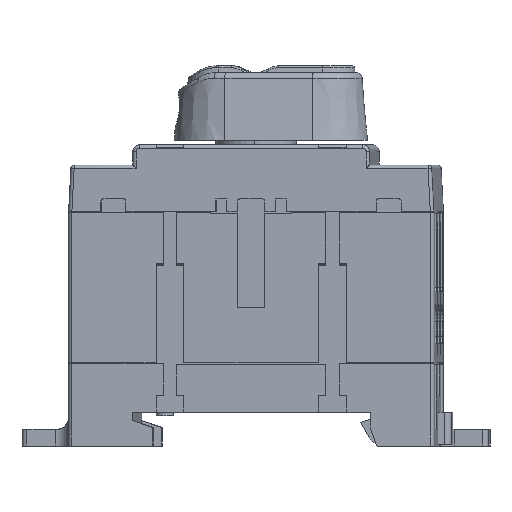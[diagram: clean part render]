
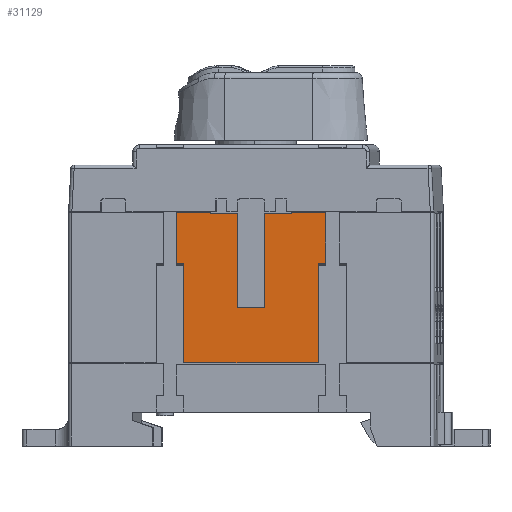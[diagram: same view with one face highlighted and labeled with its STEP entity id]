
A CAD part, front view. The second image highlights one B-rep face of the part: STEP entity #31129.
In plain terms, the highlighted planar face has unit normal (-0.042, -0.999, 0).
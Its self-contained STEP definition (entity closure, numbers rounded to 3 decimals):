
#2003=DIRECTION('',(0.,0.,-1.));
#2004=VECTOR('',#2003,14.69);
#2005=CARTESIAN_POINT('',(-3.736,-58.592,
26.104));
#2006=LINE('',#2005,#2004);
#2047=DIRECTION('',(0.,0.,1.));
#2048=VECTOR('',#2047,14.69);
#2049=CARTESIAN_POINT('',(-23.619,-57.764,
11.414));
#2050=LINE('',#2049,#2048);
#10527=DIRECTION('',(0.999,-0.042,0.));
#10528=VECTOR('',#10527,5.);
#10529=CARTESIAN_POINT('',(-24.668,-57.72,
33.614));
#10530=LINE('',#10529,#10528);
#10539=DIRECTION('',(0.,0.,-1.));
#10540=VECTOR('',#10539,0.1);
#10541=CARTESIAN_POINT('',(-19.672,-57.928,
33.614));
#10542=LINE('',#10541,#10540);
#10547=DIRECTION('',(0.999,-0.042,0.));
#10548=VECTOR('',#10547,4.);
#10549=CARTESIAN_POINT('',(-19.672,-57.928,
33.514));
#10550=LINE('',#10549,#10548);
#10563=DIRECTION('',(0.,0.,-1.));
#10564=VECTOR('',#10563,13.9);
#10565=CARTESIAN_POINT('',(-15.676,-58.095,
33.514));
#10566=LINE('',#10565,#10564);
#10603=DIRECTION('',(0.999,-0.042,0.));
#10604=VECTOR('',#10603,5.);
#10605=CARTESIAN_POINT('',(-7.683,-58.428,
33.614));
#10606=LINE('',#10605,#10604);
#10611=DIRECTION('',(-0.999,0.042,0.));
#10612=VECTOR('',#10611,4.);
#10613=CARTESIAN_POINT('',(-11.679,-58.261,
19.614));
#10614=LINE('',#10613,#10612);
#10615=DIRECTION('',(0.,0.,-1.));
#10616=VECTOR('',#10615,13.9);
#10617=CARTESIAN_POINT('',(-11.679,-58.261,
33.514));
#10618=LINE('',#10617,#10616);
#10619=DIRECTION('',(-0.999,0.042,0.));
#10620=VECTOR('',#10619,4.);
#10621=CARTESIAN_POINT('',(-7.683,-58.428,
33.514));
#10622=LINE('',#10621,#10620);
#10623=DIRECTION('',(0.,0.,-1.));
#10624=VECTOR('',#10623,0.1);
#10625=CARTESIAN_POINT('',(-7.683,-58.428,
33.614));
#10626=LINE('',#10625,#10624);
#10627=DIRECTION('',(0.,0.,1.));
#10628=VECTOR('',#10627,7.51);
#10629=CARTESIAN_POINT('',(-2.687,-58.636,
26.104));
#10630=LINE('',#10629,#10628);
#10631=DIRECTION('',(0.999,-0.042,0.));
#10632=VECTOR('',#10631,1.05);
#10633=CARTESIAN_POINT('',(-3.736,-58.592,
26.104));
#10634=LINE('',#10633,#10632);
#10635=DIRECTION('',(0.999,-0.042,0.));
#10636=VECTOR('',#10635,19.9);
#10637=CARTESIAN_POINT('',(-23.619,-57.764,
11.414));
#10638=LINE('',#10637,#10636);
#10639=DIRECTION('',(0.999,-0.042,0.));
#10640=VECTOR('',#10639,1.05);
#10641=CARTESIAN_POINT('',(-24.668,-57.72,
26.104));
#10642=LINE('',#10641,#10640);
#10643=DIRECTION('',(0.,0.,-1.));
#10644=VECTOR('',#10643,7.51);
#10645=CARTESIAN_POINT('',(-24.668,-57.72,
33.614));
#10646=LINE('',#10645,#10644);
#12052=CARTESIAN_POINT('',(-11.679,-58.261,
19.614));
#12053=CARTESIAN_POINT('',(-15.676,-58.095,
19.614));
#12054=VERTEX_POINT('',#12052);
#12055=VERTEX_POINT('',#12053);
#12056=CARTESIAN_POINT('',(-11.679,-58.261,
33.514));
#12057=VERTEX_POINT('',#12056);
#12058=CARTESIAN_POINT('',(-7.683,-58.428,
33.514));
#12059=VERTEX_POINT('',#12058);
#12060=CARTESIAN_POINT('',(-7.683,-58.428,
33.614));
#12061=VERTEX_POINT('',#12060);
#12062=CARTESIAN_POINT('',(-2.687,-58.636,
26.104));
#12063=CARTESIAN_POINT('',(-2.687,-58.636,
33.614));
#12064=VERTEX_POINT('',#12062);
#12065=VERTEX_POINT('',#12063);
#12066=CARTESIAN_POINT('',(-3.736,-58.592,
26.104));
#12067=VERTEX_POINT('',#12066);
#12068=CARTESIAN_POINT('',(-23.619,-57.764,
11.414));
#12069=CARTESIAN_POINT('',(-3.736,-58.592,
11.414));
#12070=VERTEX_POINT('',#12068);
#12071=VERTEX_POINT('',#12069);
#12072=CARTESIAN_POINT('',(-24.668,-57.72,
26.104));
#12073=CARTESIAN_POINT('',(-23.619,-57.764,
26.104));
#12074=VERTEX_POINT('',#12072);
#12075=VERTEX_POINT('',#12073);
#12076=CARTESIAN_POINT('',(-24.668,-57.72,
33.614));
#12077=VERTEX_POINT('',#12076);
#12078=CARTESIAN_POINT('',(-19.672,-57.928,
33.514));
#12079=CARTESIAN_POINT('',(-15.676,-58.095,
33.514));
#12080=VERTEX_POINT('',#12078);
#12081=VERTEX_POINT('',#12079);
#12082=CARTESIAN_POINT('',(-19.672,-57.928,
33.614));
#12083=VERTEX_POINT('',#12082);
#31106=CARTESIAN_POINT('',(-13.678,-58.178,
22.514));
#31107=DIRECTION('',(0.042,0.999,0.));
#31108=DIRECTION('',(0.999,-0.042,0.));
#31109=AXIS2_PLACEMENT_3D('',#31106,#31107,#31108);
#31110=PLANE('',#31109);
#31111=ORIENTED_EDGE('',*,*,#31017,.T.);
#31112=ORIENTED_EDGE('',*,*,#31031,.T.);
#31113=ORIENTED_EDGE('',*,*,#31045,.F.);
#31114=ORIENTED_EDGE('',*,*,#31059,.F.);
#31115=ORIENTED_EDGE('',*,*,#31073,.F.);
#31116=ORIENTED_EDGE('',*,*,#31087,.F.);
#31117=ORIENTED_EDGE('',*,*,#31100,.T.);
#31118=ORIENTED_EDGE('',*,*,#16122,.F.);
#31119=ORIENTED_EDGE('',*,*,#16137,.F.);
#31120=ORIENTED_EDGE('',*,*,#16151,.T.);
#31121=ORIENTED_EDGE('',*,*,#16180,.F.);
#31122=ORIENTED_EDGE('',*,*,#16209,.T.);
#31123=ORIENTED_EDGE('',*,*,#30961,.F.);
#31124=ORIENTED_EDGE('',*,*,#30975,.F.);
#31125=ORIENTED_EDGE('',*,*,#30989,.T.);
#31126=ORIENTED_EDGE('',*,*,#31003,.T.);
#31127=EDGE_LOOP('',(#31111,#31112,#31113,#31114,#31115,#31116,#31117,#31118,
#31119,#31120,#31121,#31122,#31123,#31124,#31125,#31126));
#31128=FACE_OUTER_BOUND('',#31127,.F.);
#16122=EDGE_CURVE('',#12064,#12065,#10630,.T.);
#16137=EDGE_CURVE('',#12067,#12064,#10634,.T.);
#16151=EDGE_CURVE('',#12067,#12071,#2006,.T.);
#16180=EDGE_CURVE('',#12070,#12071,#10638,.T.);
#16209=EDGE_CURVE('',#12070,#12075,#2050,.T.);
#30961=EDGE_CURVE('',#12074,#12075,#10642,.T.);
#30975=EDGE_CURVE('',#12077,#12074,#10646,.T.);
#30989=EDGE_CURVE('',#12077,#12083,#10530,.T.);
#31003=EDGE_CURVE('',#12083,#12080,#10542,.T.);
#31017=EDGE_CURVE('',#12080,#12081,#10550,.T.);
#31031=EDGE_CURVE('',#12081,#12055,#10566,.T.);
#31045=EDGE_CURVE('',#12054,#12055,#10614,.T.);
#31059=EDGE_CURVE('',#12057,#12054,#10618,.T.);
#31073=EDGE_CURVE('',#12059,#12057,#10622,.T.);
#31087=EDGE_CURVE('',#12061,#12059,#10626,.T.);
#31100=EDGE_CURVE('',#12061,#12065,#10606,.T.);
#31129=ADVANCED_FACE('',(#31128),#31110,.F.);
